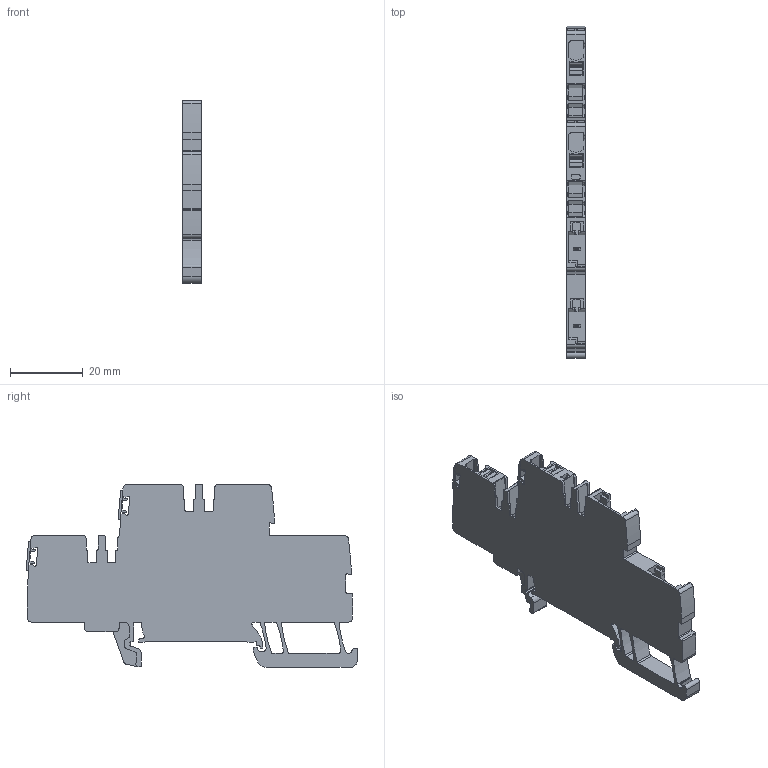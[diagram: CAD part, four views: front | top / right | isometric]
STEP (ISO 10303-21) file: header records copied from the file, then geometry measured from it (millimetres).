
FILE_DESCRIPTION(('CATIA V5R22 STEP214','CAx-IF Rec.Pracs.--- Model Styling and Organization---1.4--- 2014-01-23'),'2;1');
FILE_NAME ('1135669-1_1', '2019-07-05T12:05:32+00:00', ('Weidmueller Interface'), ('Weidmueller'), 'CATIA Version 5-6 Release 2016 SP3 HF44', 'CATIA V5 STEP AP214', 'none');
FILE_SCHEMA(('AUTOMOTIVE_DESIGN { 1 0 10303 214 1 1 1 1 }'));
Length unit declared in the file: millimetre
Products named in the file (1): 2675920000_APGTB_2-5_2T_4C-2_DL_BL
Bounding box: 5.1 x 91.03 x 50.15 mm (x, y, z)
Volume: 12892.2 mm3; surface area: 10117.1 mm2
Topology: 7 solids, 7 shells, 716 faces, 2051 edges, 1360 vertices
Faces by surface type: plane 387, cylinder 305, torus 20, extrusion 4
Entity records: 22731 total; most frequent: CARTESIAN_POINT 4478, ORIENTED_EDGE 4102, DIRECTION 3212, EDGE_CURVE 2051, VECTOR 1386, LINE 1382, VERTEX_POINT 1360, AXIS2_PLACEMENT_3D 1221
